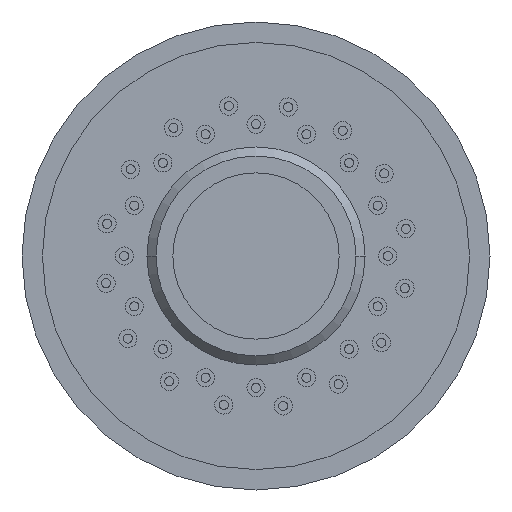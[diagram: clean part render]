
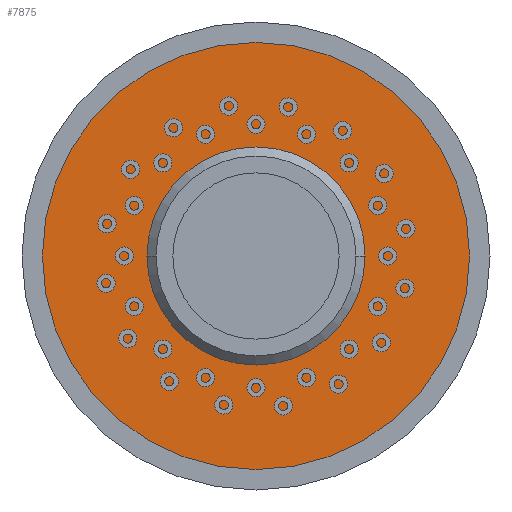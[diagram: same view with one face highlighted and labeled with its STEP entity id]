
A CAD part, front view. The second image highlights one B-rep face of the part: STEP entity #7875.
In plain terms, the highlighted planar face has unit normal (0, -1, 0).
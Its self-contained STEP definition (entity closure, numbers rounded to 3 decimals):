
#2367=CARTESIAN_POINT('',(0.,4.1,0.));
#2368=DIRECTION('',(0.,1.,0.));
#2369=DIRECTION('',(1.,0.,0.));
#2370=AXIS2_PLACEMENT_3D('',#2367,#2368,#2369);
#2372=CARTESIAN_POINT('',(0.,4.1,0.));
#2373=DIRECTION('',(0.,1.,0.));
#2374=DIRECTION('',(-1.,0.,0.));
#2375=AXIS2_PLACEMENT_3D('',#2372,#2373,#2374);
#2961=CARTESIAN_POINT('',(-23.5,4.1,0.));
#2962=CARTESIAN_POINT('',(23.5,4.1,0.));
#2963=VERTEX_POINT('',#2961);
#2964=VERTEX_POINT('',#2962);
#7864=CARTESIAN_POINT('',(0.,4.1,0.));
#7865=DIRECTION('',(0.,-1.,0.));
#7866=DIRECTION('',(-1.,0.,0.));
#7867=AXIS2_PLACEMENT_3D('',#7864,#7865,#7866);
#7868=PLANE('',#7867);
#7870=ORIENTED_EDGE('',*,*,#7869,.T.);
#7872=ORIENTED_EDGE('',*,*,#7871,.T.);
#7873=EDGE_LOOP('',(#7870,#7872));
#7874=FACE_OUTER_BOUND('',#7873,.F.);
#7875=ADVANCED_FACE('',(#7874),#7868,.T.);
#2371=CIRCLE('',#2370,23.5);
#2376=CIRCLE('',#2375,23.5);
#7869=EDGE_CURVE('',#2964,#2963,#2371,.T.);
#7871=EDGE_CURVE('',#2963,#2964,#2376,.T.);
